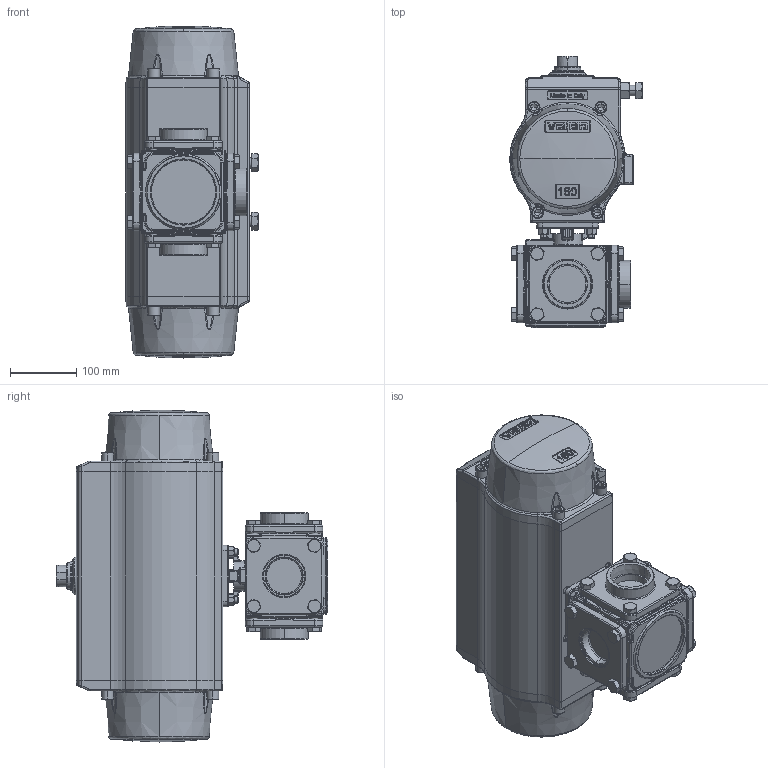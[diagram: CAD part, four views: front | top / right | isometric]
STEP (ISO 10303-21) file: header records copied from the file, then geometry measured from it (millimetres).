
FILE_DESCRIPTION (( 'STEP AP203' ), '1' );
FILE_NAME ('3W21F-200-PT_UT-5.STEP', '2018-01-25T18:03:28', ( '' ), ( '' ), 'SwSTEP 2.0', 'SolidWorks 2014', '' );
FILE_SCHEMA (( 'CONFIG_CONTROL_DESIGN' ));
Length unit declared in the file: inch
Products named in the file (1): 3W21F-200-PT_UT-5
Bounding box: 199.4 x 409.34 x 500 mm (x, y, z)
Volume: 17162157.4 mm3; surface area: 612586.1 mm2
Topology: 10 solids, 10 shells, 2628 faces, 6501 edges, 3881 vertices
Faces by surface type: plane 869, bspline 613, cylinder 573, cone 371, torus 117, sphere 85
Entity records: 118544 total; most frequent: CARTESIAN_POINT 62091, ORIENTED_EDGE 12720, DIRECTION 10235, EDGE_CURVE 6360, VERTEX_POINT 3881, AXIS2_PLACEMENT_3D 3855, EDGE_LOOP 2829, FACE_OUTER_BOUND 2628
